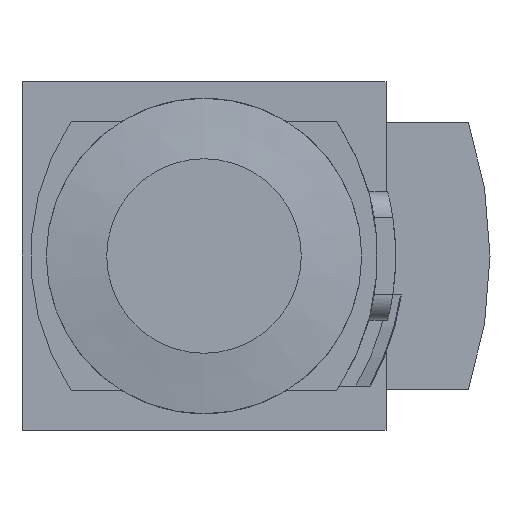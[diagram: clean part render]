
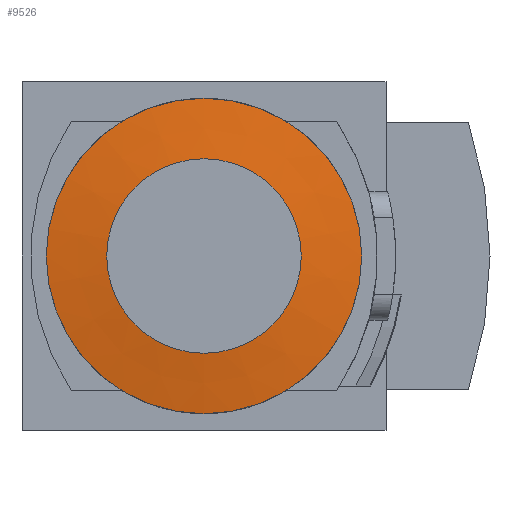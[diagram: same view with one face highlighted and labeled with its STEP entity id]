
A CAD part, front view. The second image highlights one B-rep face of the part: STEP entity #9526.
In plain terms, the highlighted conical face has half-angle 82 degrees and reference radius 18.2 mm.
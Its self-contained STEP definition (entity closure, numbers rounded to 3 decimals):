
#312=CONICAL_SURFACE('',#10062,18.2,1.431);
#1984=CIRCLE('',#10053,18.2);
#1988=CIRCLE('',#10063,11.227);
#3080=ORIENTED_EDGE('',*,*,#4797,.F.);
#3081=ORIENTED_EDGE('',*,*,#4788,.T.);
#4788=EDGE_CURVE('',#5661,#5661,#1984,.T.);
#4797=EDGE_CURVE('',#5665,#5665,#1988,.T.);
#5661=VERTEX_POINT('',#13940);
#5665=VERTEX_POINT('',#13959);
#6102=EDGE_LOOP('',(#3080));
#6103=EDGE_LOOP('',(#3081));
#6506=FACE_BOUND('',#6102,.T.);
#6507=FACE_BOUND('',#6103,.T.);
#9526=ADVANCED_FACE('',(#6506,#6507),#312,.T.);
#10053=AXIS2_PLACEMENT_3D('',#13939,#11378,#11379);
#10062=AXIS2_PLACEMENT_3D('',#13957,#11401,#11402);
#10063=AXIS2_PLACEMENT_3D('',#13958,#11403,#11404);
#11378=DIRECTION('',(0.,-1.,0.));
#11379=DIRECTION('',(0.,0.,-1.));
#11401=DIRECTION('',(0.,1.,0.));
#11402=DIRECTION('',(0.,0.,1.));
#11403=DIRECTION('',(0.,-1.,0.));
#11404=DIRECTION('',(0.,0.,-1.));
#13939=CARTESIAN_POINT('',(0.,-130.92,0.));
#13940=CARTESIAN_POINT('',(0.,-130.92,-18.2));
#13957=CARTESIAN_POINT('',(0.,-130.92,0.));
#13958=CARTESIAN_POINT('',(0.,-131.9,0.));
#13959=CARTESIAN_POINT('',(0.,-131.9,-11.227));
